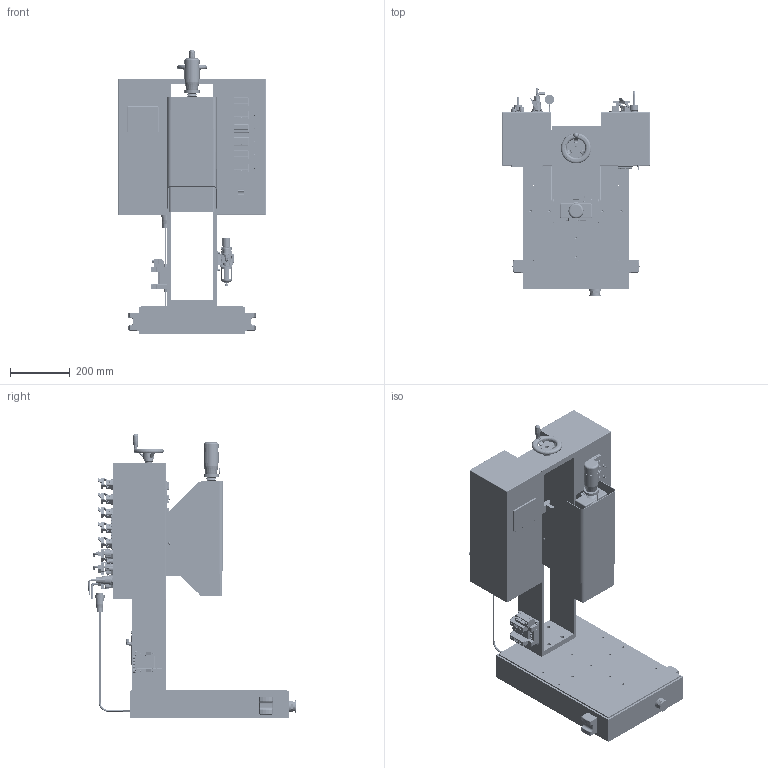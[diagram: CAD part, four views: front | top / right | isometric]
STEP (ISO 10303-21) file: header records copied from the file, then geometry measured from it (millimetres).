
FILE_DESCRIPTION(('', 'CAx-IF Rec.Pracs.---Representation and Presentation of Product Manufacturing Information (PMI)---4.0---2014-10-13'),'2;1');
FILE_NAME('S5 ULTRA - 10-28-21 - EMAIL (STEP).stp', '2021-10-28T18:47:46',(''), (''), 'Kubotek Kosmos Version 3.0.10279.10279', 'KeyCreator Pro', '');
FILE_SCHEMA(('AP242_MANAGED_MODEL_BASED_3D_ENGINEERING_MIM_LF { 1 0 10303 442 1 1 4 }'));
Length unit declared in the file: inch
Bounding box: 495.3 x 697.86 x 955.72 mm (x, y, z)
Volume: 53260555.8 mm3; surface area: 3310201.3 mm2
Topology: 75 solids, 154 shells, 7727 faces, 18489 edges, 11728 vertices
Faces by surface type: plane 3931, cylinder 2034, cone 986, bspline 303, torus 243, sphere 230
Full cylindrical faces by diameter (mm): 0.95 x8, 1 x61, 1.05 x8, 1.27 x8, 1.8 x8, 2 x1, 2.15 x2, 2.362 x8, 2.388 x2, 2.438 x1, 2.5 x4, 2.8 x1, 2.845 x1, 3 x32, 3.05 x17, 3.175 x21, 3.2 x20, 3.454 x4, 3.5 x2, 3.6 x4, 3.81 x6, 4 x26, 4.039 x5, 4.3 x4, 4.4 x20, 4.6 x1, 4.75 x4, 4.762 x1, 4.775 x5, 4.826 x2
Entity records: 270142 total; most frequent: CARTESIAN_POINT 90358, DIRECTION 37168, ORIENTED_EDGE 36568, EDGE_CURVE 18392, AXIS2_PLACEMENT_3D 13125, VERTEX_POINT 11716, VECTOR 10918, LINE 10918
